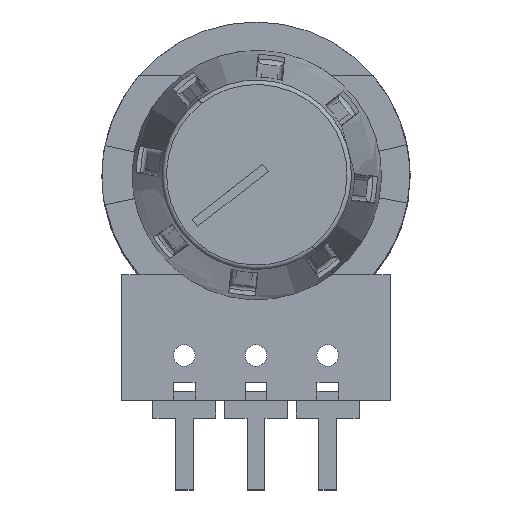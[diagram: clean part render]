
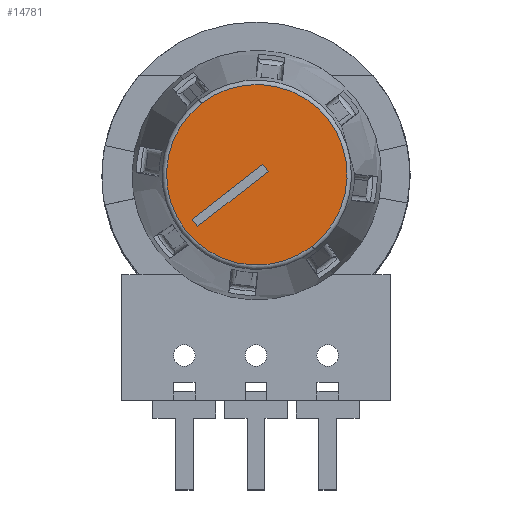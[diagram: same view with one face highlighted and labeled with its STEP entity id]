
A CAD part, top view. The second image highlights one B-rep face of the part: STEP entity #14781.
In plain terms, the highlighted face is planar.
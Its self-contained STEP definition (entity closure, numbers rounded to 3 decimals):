
#124 = CARTESIAN_POINT ( 'NONE',  ( -0.25, 0.63, -11.5 ) ) ;
#156 = EDGE_CURVE ( 'NONE', #14989, #13183, #5531, .T. ) ;
#650 = ORIENTED_EDGE ( 'NONE', *, *, #8379, .F. ) ;
#1638 = EDGE_LOOP ( 'NONE', ( #13864, #6167 ) ) ;
#1789 = ORIENTED_EDGE ( 'NONE', *, *, #15466, .F. ) ;
#2081 = CARTESIAN_POINT ( 'NONE',  ( 0.25, -4.37, -11.5 ) ) ;
#2159 = CARTESIAN_POINT ( 'NONE',  ( 0.25, -4.37, -11.5 ) ) ;
#2795 = VERTEX_POINT ( 'NONE', #5647 ) ;
#3051 = CARTESIAN_POINT ( 'NONE',  ( 0.25, 0.63, -11.5 ) ) ;
#3812 = PLANE ( 'NONE',  #9083 ) ;
#4047 = FACE_OUTER_BOUND ( 'NONE', #1638, .T. ) ;
#4250 = CARTESIAN_POINT ( 'NONE',  ( 5.035, 0., -11.5 ) ) ;
#4942 = DIRECTION ( 'NONE',  ( 0., 1., 0. ) ) ;
#5144 = DIRECTION ( 'NONE',  ( -1., 0., 0. ) ) ;
#5531 = LINE ( 'NONE', #2159, #11572 ) ;
#5617 = ORIENTED_EDGE ( 'NONE', *, *, #156, .F. ) ;
#5647 = CARTESIAN_POINT ( 'NONE',  ( -0.25, 0.63, -11.5 ) ) ;
#6167 = ORIENTED_EDGE ( 'NONE', *, *, #7536, .T. ) ;
#6500 = LINE ( 'NONE', #15501, #7637 ) ;
#6537 = CARTESIAN_POINT ( 'NONE',  ( 0., 0., -11.5 ) ) ;
#6796 = LINE ( 'NONE', #124, #10002 ) ;
#7084 = VERTEX_POINT ( 'NONE', #13291 ) ;
#7226 = DIRECTION ( 'NONE',  ( 0., -1., 0. ) ) ;
#7536 = EDGE_CURVE ( 'NONE', #9935, #7084, #8495, .T. ) ;
#7637 = VECTOR ( 'NONE', #7226, 1000. ) ;
#7925 = EDGE_CURVE ( 'NONE', #13183, #2795, #6796, .T. ) ;
#8379 = EDGE_CURVE ( 'NONE', #2795, #15218, #11714, .T. ) ;
#8396 = EDGE_CURVE ( 'NONE', #7084, #9935, #13788, .T. ) ;
#8410 = AXIS2_PLACEMENT_3D ( 'NONE', #6537, #15008, #14962 ) ;
#8495 = CIRCLE ( 'NONE', #10018, 5.035 ) ;
#9083 = AXIS2_PLACEMENT_3D ( 'NONE', #12294, #12387, #5144 ) ;
#9518 = DIRECTION ( 'NONE',  ( 0., 0., -1. ) ) ;
#9916 = FACE_BOUND ( 'NONE', #10996, .T. ) ;
#9935 = VERTEX_POINT ( 'NONE', #4250 ) ;
#10002 = VECTOR ( 'NONE', #4942, 1000. ) ;
#10018 = AXIS2_PLACEMENT_3D ( 'NONE', #10682, #9518, #11911 ) ;
#10682 = CARTESIAN_POINT ( 'NONE',  ( 0., 0., -11.5 ) ) ;
#10996 = EDGE_LOOP ( 'NONE', ( #15175, #5617, #1789, #650 ) ) ;
#11572 = VECTOR ( 'NONE', #11613, 1000. ) ;
#11613 = DIRECTION ( 'NONE',  ( -1., 0., 0. ) ) ;
#11714 = LINE ( 'NONE', #13923, #15091 ) ;
#11911 = DIRECTION ( 'NONE',  ( -1., 0., 0. ) ) ;
#12294 = CARTESIAN_POINT ( 'NONE',  ( 0., 0., -11.5 ) ) ;
#12306 = CARTESIAN_POINT ( 'NONE',  ( -0.25, -4.37, -11.5 ) ) ;
#12387 = DIRECTION ( 'NONE',  ( 0., 0., -1. ) ) ;
#13183 = VERTEX_POINT ( 'NONE', #12306 ) ;
#13291 = CARTESIAN_POINT ( 'NONE',  ( -5.035, 0., -11.5 ) ) ;
#13788 = CIRCLE ( 'NONE', #8410, 5.035 ) ;
#13864 = ORIENTED_EDGE ( 'NONE', *, *, #8396, .T. ) ;
#13923 = CARTESIAN_POINT ( 'NONE',  ( 0.25, 0.63, -11.5 ) ) ;
#14781 = ADVANCED_FACE ( 'NONE', ( #4047, #9916 ), #3812, .T. ) ;
#14962 = DIRECTION ( 'NONE',  ( -1., 0., 0. ) ) ;
#14989 = VERTEX_POINT ( 'NONE', #2081 ) ;
#15008 = DIRECTION ( 'NONE',  ( 0., 0., -1. ) ) ;
#15091 = VECTOR ( 'NONE', #15156, 1000. ) ;
#15156 = DIRECTION ( 'NONE',  ( 1., 0., 0. ) ) ;
#15175 = ORIENTED_EDGE ( 'NONE', *, *, #7925, .F. ) ;
#15218 = VERTEX_POINT ( 'NONE', #3051 ) ;
#15466 = EDGE_CURVE ( 'NONE', #15218, #14989, #6500, .T. ) ;
#15501 = CARTESIAN_POINT ( 'NONE',  ( 0.25, 0.63, -11.5 ) ) ;
